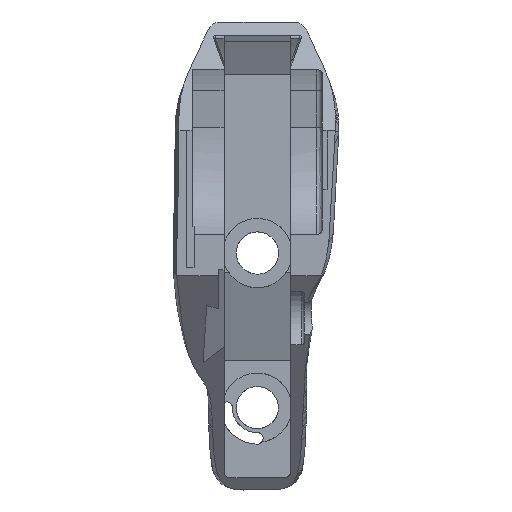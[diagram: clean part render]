
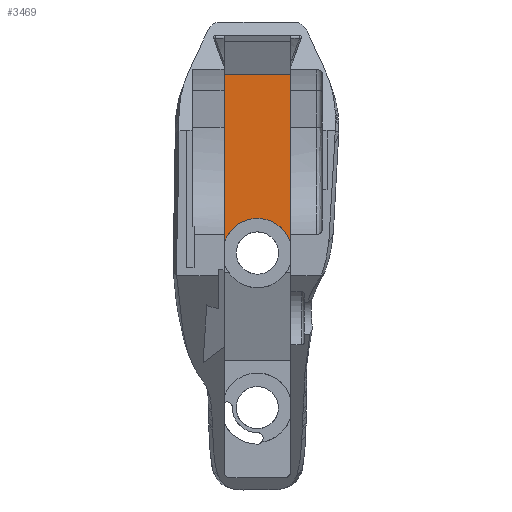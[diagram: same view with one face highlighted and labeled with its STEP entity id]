
A CAD part, left-side view. The second image highlights one B-rep face of the part: STEP entity #3469.
In plain terms, the highlighted planar face has unit normal (-1, 0, 0).
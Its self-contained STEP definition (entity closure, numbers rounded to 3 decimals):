
#213=CIRCLE('',#3623,6.);
#683=FACE_OUTER_BOUND('',#876,.T.);
#876=EDGE_LOOP('',(#3102,#3103,#3104,#3105));
#938=LINE('',#4448,#1123);
#966=LINE('',#4506,#1151);
#1084=LINE('',#12273,#1269);
#1123=VECTOR('',#3708,10.);
#1151=VECTOR('',#3744,10.);
#1269=VECTOR('',#4044,10.);
#1340=VERTEX_POINT('',#4445);
#1341=VERTEX_POINT('',#4447);
#1366=VERTEX_POINT('',#4503);
#1367=VERTEX_POINT('',#4505);
#1697=EDGE_CURVE('',#1341,#1340,#938,.F.);
#1726=EDGE_CURVE('',#1366,#1367,#966,.T.);
#2125=EDGE_CURVE('',#1367,#1340,#1084,.T.);
#2129=EDGE_CURVE('',#1366,#1341,#213,.T.);
#3102=ORIENTED_EDGE('',*,*,#1726,.F.);
#3103=ORIENTED_EDGE('',*,*,#2129,.T.);
#3104=ORIENTED_EDGE('',*,*,#1697,.T.);
#3105=ORIENTED_EDGE('',*,*,#2125,.F.);
#3293=PLANE('',#3622);
#3469=ADVANCED_FACE('',(#683),#3293,.F.);
#3622=AXIS2_PLACEMENT_3D('',#12916,#4045,#4046);
#3623=AXIS2_PLACEMENT_3D('',#12917,#4047,#4048);
#3708=DIRECTION('',(0.,0.,-1.));
#3744=DIRECTION('',(0.,0.,1.));
#4044=DIRECTION('',(0.,-1.,0.));
#4045=DIRECTION('center_axis',(1.,0.,0.));
#4046=DIRECTION('ref_axis',(0.,0.,1.));
#4047=DIRECTION('center_axis',(1.,0.,0.));
#4048=DIRECTION('ref_axis',(0.,-1.,0.));
#4445=CARTESIAN_POINT('',(8.432,-5.75,165.676));
#4447=CARTESIAN_POINT('',(8.432,-5.75,136.651));
#4448=CARTESIAN_POINT('',(8.432,-5.75,113.887));
#4503=CARTESIAN_POINT('',(8.432,5.75,136.548));
#4505=CARTESIAN_POINT('',(8.432,5.75,165.676));
#4506=CARTESIAN_POINT('',(8.432,5.75,113.887));
#12273=CARTESIAN_POINT('',(8.432,-5.5,165.676));
#12916=CARTESIAN_POINT('Origin',(8.432,-5.5,130.036));
#12917=CARTESIAN_POINT('Origin',(8.432,-0.015,134.886));
